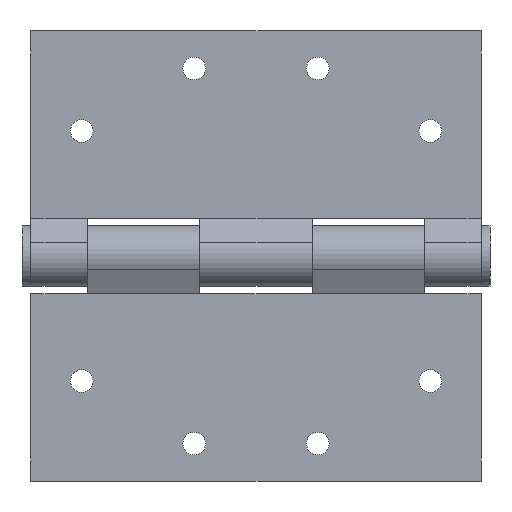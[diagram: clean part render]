
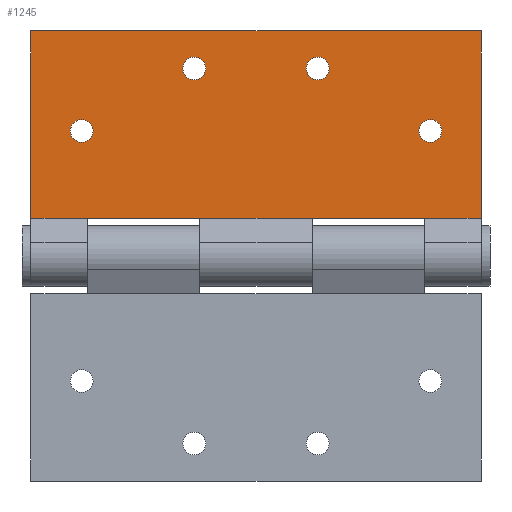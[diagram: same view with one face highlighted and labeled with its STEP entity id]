
A CAD part, front view. The second image highlights one B-rep face of the part: STEP entity #1245.
In plain terms, the highlighted planar face has unit normal (0, -1, 0).
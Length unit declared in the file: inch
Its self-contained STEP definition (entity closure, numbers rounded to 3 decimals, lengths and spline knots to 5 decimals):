
#5 = EDGE_CURVE ( 'NONE', #997, #970, #1580, .T. ) ;
#50 = LINE ( 'NONE', #3244, #957 ) ;
#51 = CARTESIAN_POINT ( 'NONE',  ( 1.742, -0.157, 1.25 ) ) ;
#58 = VECTOR ( 'NONE', #2108, 39.37008 ) ;
#61 = CIRCLE ( 'NONE', #942, 0.114 ) ;
#65 = CARTESIAN_POINT ( 'NONE',  ( -0.617, -0.157, 1.875 ) ) ;
#95 = CARTESIAN_POINT ( 'NONE',  ( 2.25, -0.157, 2.25 ) ) ;
#101 = CARTESIAN_POINT ( 'NONE',  ( 0.617, -0.157, 1.989 ) ) ;
#113 = CARTESIAN_POINT ( 'NONE',  ( 1.6875, -0.157, 0.375 ) ) ;
#131 = LINE ( 'NONE', #2476, #381 ) ;
#212 = DIRECTION ( 'NONE',  ( 0., 0., 1. ) ) ;
#216 = FACE_OUTER_BOUND ( 'NONE', #669, .T. ) ;
#250 = VERTEX_POINT ( 'NONE', #755 ) ;
#279 = ORIENTED_EDGE ( 'NONE', *, *, #1103, .F. ) ;
#319 = DIRECTION ( 'NONE',  ( 0., 0., 1. ) ) ;
#359 = AXIS2_PLACEMENT_3D ( 'NONE', #1575, #2076, #536 ) ;
#374 = ORIENTED_EDGE ( 'NONE', *, *, #710, .T. ) ;
#381 = VECTOR ( 'NONE', #545, 39.37008 ) ;
#386 = DIRECTION ( 'NONE',  ( 0., 0., -1. ) ) ;
#389 = LINE ( 'NONE', #1871, #58 ) ;
#390 = EDGE_CURVE ( 'NONE', #1044, #1085, #61, .T. ) ;
#413 = CARTESIAN_POINT ( 'NONE',  ( 2.25, -0.157, 2.25 ) ) ;
#439 = CARTESIAN_POINT ( 'NONE',  ( -1.742, -0.157, 1.364 ) ) ;
#508 = LINE ( 'NONE', #3142, #2742 ) ;
#520 = DIRECTION ( 'NONE',  ( 0., 1., 0. ) ) ;
#536 = DIRECTION ( 'NONE',  ( 0., 0., 1. ) ) ;
#545 = DIRECTION ( 'NONE',  ( -1., 0., 0. ) ) ;
#562 = EDGE_CURVE ( 'NONE', #1085, #1044, #919, .T. ) ;
#574 = DIRECTION ( 'NONE',  ( 0., 1., 0. ) ) ;
#581 = EDGE_CURVE ( 'NONE', #786, #250, #2839, .T. ) ;
#669 = EDGE_LOOP ( 'NONE', ( #374, #279, #1396, #2564, #2580, #2758, #1911, #1198 ) ) ;
#710 = EDGE_CURVE ( 'NONE', #1941, #1612, #389, .T. ) ;
#717 = EDGE_CURVE ( 'NONE', #2737, #995, #1079, .T. ) ;
#744 = VERTEX_POINT ( 'NONE', #2619 ) ;
#749 = FACE_BOUND ( 'NONE', #2271, .T. ) ;
#755 = CARTESIAN_POINT ( 'NONE',  ( -0.617, -0.157, 1.761 ) ) ;
#756 = CARTESIAN_POINT ( 'NONE',  ( -1.742, -0.157, 1.25 ) ) ;
#776 = DIRECTION ( 'NONE',  ( 0., 0., 1. ) ) ;
#777 = EDGE_CURVE ( 'NONE', #250, #786, #2795, .T. ) ;
#786 = VERTEX_POINT ( 'NONE', #2662 ) ;
#794 = AXIS2_PLACEMENT_3D ( 'NONE', #756, #2859, #776 ) ;
#856 = PLANE ( 'NONE',  #1346 ) ;
#866 = FACE_BOUND ( 'NONE', #1607, .T. ) ;
#907 = DIRECTION ( 'NONE',  ( 0., 0., 1. ) ) ;
#919 = CIRCLE ( 'NONE', #794, 0.114 ) ;
#929 = CARTESIAN_POINT ( 'NONE',  ( 1.742, -0.157, 1.136 ) ) ;
#942 = AXIS2_PLACEMENT_3D ( 'NONE', #2085, #520, #3117 ) ;
#953 = EDGE_CURVE ( 'NONE', #3000, #1941, #1154, .T. ) ;
#957 = VECTOR ( 'NONE', #386, 39.37008 ) ;
#970 = VERTEX_POINT ( 'NONE', #101 ) ;
#995 = VERTEX_POINT ( 'NONE', #929 ) ;
#997 = VERTEX_POINT ( 'NONE', #1668 ) ;
#1016 = DIRECTION ( 'NONE',  ( 0., 0., 1. ) ) ;
#1032 = CARTESIAN_POINT ( 'NONE',  ( 2.25, -0.157, 0.375 ) ) ;
#1038 = DIRECTION ( 'NONE',  ( -1., 0., 0. ) ) ;
#1044 = VERTEX_POINT ( 'NONE', #439 ) ;
#1079 = CIRCLE ( 'NONE', #2958, 0.114 ) ;
#1085 = VERTEX_POINT ( 'NONE', #3023 ) ;
#1103 = EDGE_CURVE ( 'NONE', #2751, #1612, #1362, .T. ) ;
#1154 = LINE ( 'NONE', #413, #3325 ) ;
#1166 = DIRECTION ( 'NONE',  ( 0., 1., 0. ) ) ;
#1198 = ORIENTED_EDGE ( 'NONE', *, *, #953, .T. ) ;
#1217 = CARTESIAN_POINT ( 'NONE',  ( -2.25, -0.157, 2.25 ) ) ;
#1228 = CARTESIAN_POINT ( 'NONE',  ( 1.742, -0.157, 1.364 ) ) ;
#1238 = LINE ( 'NONE', #2617, #2579 ) ;
#1239 = EDGE_LOOP ( 'NONE', ( #2558, #2124 ) ) ;
#1245 = ADVANCED_FACE ( 'NONE', ( #1446, #1933, #866, #749, #216 ), #856, .F. ) ;
#1275 = CARTESIAN_POINT ( 'NONE',  ( 2.25, -0.157, 0.375 ) ) ;
#1320 = EDGE_CURVE ( 'NONE', #3000, #2095, #50, .T. ) ;
#1322 = CIRCLE ( 'NONE', #3341, 0.114 ) ;
#1346 = AXIS2_PLACEMENT_3D ( 'NONE', #95, #1166, #907 ) ;
#1362 = LINE ( 'NONE', #3307, #3279 ) ;
#1379 = DIRECTION ( 'NONE',  ( 0., 1., 0. ) ) ;
#1382 = DIRECTION ( 'NONE',  ( 0., 0., 1. ) ) ;
#1396 = ORIENTED_EDGE ( 'NONE', *, *, #2981, .F. ) ;
#1398 = ORIENTED_EDGE ( 'NONE', *, *, #1411, .T. ) ;
#1411 = EDGE_CURVE ( 'NONE', #970, #997, #1322, .T. ) ;
#1441 = DIRECTION ( 'NONE',  ( -1., 0., 0. ) ) ;
#1445 = ORIENTED_EDGE ( 'NONE', *, *, #562, .T. ) ;
#1446 = FACE_BOUND ( 'NONE', #1239, .T. ) ;
#1483 = EDGE_CURVE ( 'NONE', #744, #2946, #131, .T. ) ;
#1513 = CARTESIAN_POINT ( 'NONE',  ( -1.6875, -0.157, 0.375 ) ) ;
#1531 = CARTESIAN_POINT ( 'NONE',  ( 0.617, -0.157, 1.875 ) ) ;
#1536 = ORIENTED_EDGE ( 'NONE', *, *, #5, .T. ) ;
#1575 = CARTESIAN_POINT ( 'NONE',  ( 1.742, -0.157, 1.25 ) ) ;
#1580 = CIRCLE ( 'NONE', #2989, 0.114 ) ;
#1607 = EDGE_LOOP ( 'NONE', ( #2450, #1445 ) ) ;
#1612 = VERTEX_POINT ( 'NONE', #2340 ) ;
#1668 = CARTESIAN_POINT ( 'NONE',  ( 0.617, -0.157, 1.761 ) ) ;
#1690 = DIRECTION ( 'NONE',  ( 0., 1., 0. ) ) ;
#1772 = ORIENTED_EDGE ( 'NONE', *, *, #717, .T. ) ;
#1788 = AXIS2_PLACEMENT_3D ( 'NONE', #3112, #3098, #212 ) ;
#1871 = CARTESIAN_POINT ( 'NONE',  ( -2.25, -0.157, 2.25 ) ) ;
#1884 = CARTESIAN_POINT ( 'NONE',  ( 2.25, -0.157, 2.25 ) ) ;
#1911 = ORIENTED_EDGE ( 'NONE', *, *, #1320, .F. ) ;
#1933 = FACE_BOUND ( 'NONE', #1990, .T. ) ;
#1941 = VERTEX_POINT ( 'NONE', #1217 ) ;
#1990 = EDGE_LOOP ( 'NONE', ( #1398, #1536 ) ) ;
#2076 = DIRECTION ( 'NONE',  ( 0., 1., 0. ) ) ;
#2085 = CARTESIAN_POINT ( 'NONE',  ( -1.742, -0.157, 1.25 ) ) ;
#2095 = VERTEX_POINT ( 'NONE', #1032 ) ;
#2108 = DIRECTION ( 'NONE',  ( 0., 0., -1. ) ) ;
#2124 = ORIENTED_EDGE ( 'NONE', *, *, #777, .T. ) ;
#2145 = DIRECTION ( 'NONE',  ( 0., 0., 1. ) ) ;
#2151 = CARTESIAN_POINT ( 'NONE',  ( 0.617, -0.157, 1.875 ) ) ;
#2271 = EDGE_LOOP ( 'NONE', ( #1772, #2291 ) ) ;
#2291 = ORIENTED_EDGE ( 'NONE', *, *, #2793, .T. ) ;
#2340 = CARTESIAN_POINT ( 'NONE',  ( -2.25, -0.157, 0.375 ) ) ;
#2383 = DIRECTION ( 'NONE',  ( -1., 0., 0. ) ) ;
#2391 = VERTEX_POINT ( 'NONE', #113 ) ;
#2450 = ORIENTED_EDGE ( 'NONE', *, *, #390, .T. ) ;
#2476 = CARTESIAN_POINT ( 'NONE',  ( 2.25, -0.157, 0.375 ) ) ;
#2539 = VECTOR ( 'NONE', #3109, 39.37008 ) ;
#2558 = ORIENTED_EDGE ( 'NONE', *, *, #581, .T. ) ;
#2564 = ORIENTED_EDGE ( 'NONE', *, *, #1483, .F. ) ;
#2579 = VECTOR ( 'NONE', #2383, 39.37008 ) ;
#2580 = ORIENTED_EDGE ( 'NONE', *, *, #2811, .F. ) ;
#2617 = CARTESIAN_POINT ( 'NONE',  ( 2.25, -0.157, 0.375 ) ) ;
#2619 = CARTESIAN_POINT ( 'NONE',  ( 0.5625, -0.157, 0.375 ) ) ;
#2662 = CARTESIAN_POINT ( 'NONE',  ( -0.617, -0.157, 1.989 ) ) ;
#2737 = VERTEX_POINT ( 'NONE', #1228 ) ;
#2738 = DIRECTION ( 'NONE',  ( 0., 1., 0. ) ) ;
#2742 = VECTOR ( 'NONE', #1038, 39.37008 ) ;
#2751 = VERTEX_POINT ( 'NONE', #1513 ) ;
#2758 = ORIENTED_EDGE ( 'NONE', *, *, #2879, .F. ) ;
#2793 = EDGE_CURVE ( 'NONE', #995, #2737, #3230, .T. ) ;
#2795 = CIRCLE ( 'NONE', #3144, 0.114 ) ;
#2811 = EDGE_CURVE ( 'NONE', #2391, #744, #508, .T. ) ;
#2839 = CIRCLE ( 'NONE', #1788, 0.114 ) ;
#2859 = DIRECTION ( 'NONE',  ( 0., 1., 0. ) ) ;
#2879 = EDGE_CURVE ( 'NONE', #2095, #2391, #3365, .T. ) ;
#2917 = CARTESIAN_POINT ( 'NONE',  ( -0.5625, -0.157, 0.375 ) ) ;
#2946 = VERTEX_POINT ( 'NONE', #2917 ) ;
#2958 = AXIS2_PLACEMENT_3D ( 'NONE', #51, #574, #319 ) ;
#2981 = EDGE_CURVE ( 'NONE', #2946, #2751, #1238, .T. ) ;
#2989 = AXIS2_PLACEMENT_3D ( 'NONE', #2151, #1690, #1382 ) ;
#3000 = VERTEX_POINT ( 'NONE', #1884 ) ;
#3023 = CARTESIAN_POINT ( 'NONE',  ( -1.742, -0.157, 1.136 ) ) ;
#3098 = DIRECTION ( 'NONE',  ( 0., 1., 0. ) ) ;
#3109 = DIRECTION ( 'NONE',  ( -1., 0., 0. ) ) ;
#3112 = CARTESIAN_POINT ( 'NONE',  ( -0.617, -0.157, 1.875 ) ) ;
#3117 = DIRECTION ( 'NONE',  ( 0., 0., 1. ) ) ;
#3142 = CARTESIAN_POINT ( 'NONE',  ( 2.25, -0.157, 0.375 ) ) ;
#3144 = AXIS2_PLACEMENT_3D ( 'NONE', #65, #1379, #2145 ) ;
#3230 = CIRCLE ( 'NONE', #359, 0.114 ) ;
#3244 = CARTESIAN_POINT ( 'NONE',  ( 2.25, -0.157, 2.25 ) ) ;
#3279 = VECTOR ( 'NONE', #3297, 39.37008 ) ;
#3297 = DIRECTION ( 'NONE',  ( -1., 0., 0. ) ) ;
#3307 = CARTESIAN_POINT ( 'NONE',  ( 2.25, -0.157, 0.375 ) ) ;
#3325 = VECTOR ( 'NONE', #1441, 39.37008 ) ;
#3341 = AXIS2_PLACEMENT_3D ( 'NONE', #1531, #2738, #1016 ) ;
#3365 = LINE ( 'NONE', #1275, #2539 ) ;
